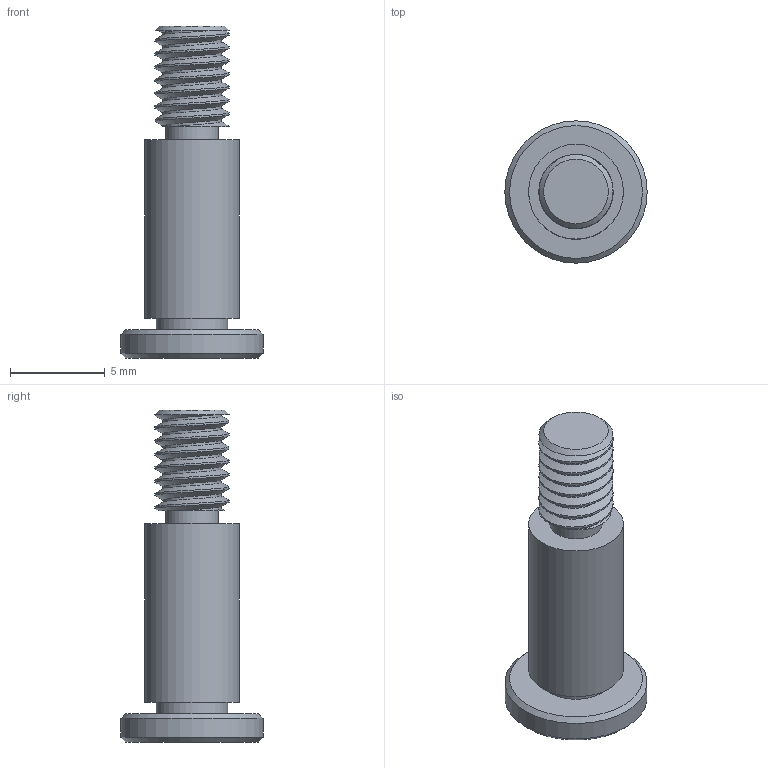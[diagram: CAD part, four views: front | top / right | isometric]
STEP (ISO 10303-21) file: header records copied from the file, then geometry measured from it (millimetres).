
FILE_DESCRIPTION(/* description */ (''),/* implementation_level */ '2;1');
FILE_NAME(/* name */ 'MS-SHAFT-BOLT_v1.4.step',/* time_stamp */ '2019-10-31T00:48:11+01:00',/* author */ (''),/* organization */ (''),/* preprocessor_version */ 'ST-DEVELOPER v18',/* originating_system */ 'Autodesk Translation Framework v8.9.1.1155',/* authorisation */ '');
FILE_SCHEMA (('AUTOMOTIVE_DESIGN { 1 0 10303 214 3 1 1 }'));
Length unit declared in the file: millimetre
Products named in the file (1): MS-SHAFT-BOLT_v1.4
Bounding box: 7.5 x 7.5 x 17.5 mm (x, y, z)
Volume: 302.7 mm3; surface area: 412.6 mm2
Topology: 1 solids, 1 shells, 46 faces, 115 edges, 75 vertices
Faces by surface type: cylinder 21, plane 19, cone 4, bspline 2
Full cylindrical faces by diameter (mm): 2.788 x1, 3.111 x6, 3.788 x1, 3.908 x7, 5 x1, 7.5 x1
Entity records: 2531 total; most frequent: CARTESIAN_POINT 1443, ORIENTED_EDGE 228, DIRECTION 197, EDGE_CURVE 114, VERTEX_POINT 75, AXIS2_PLACEMENT_3D 75, EDGE_LOOP 51, LINE 47
